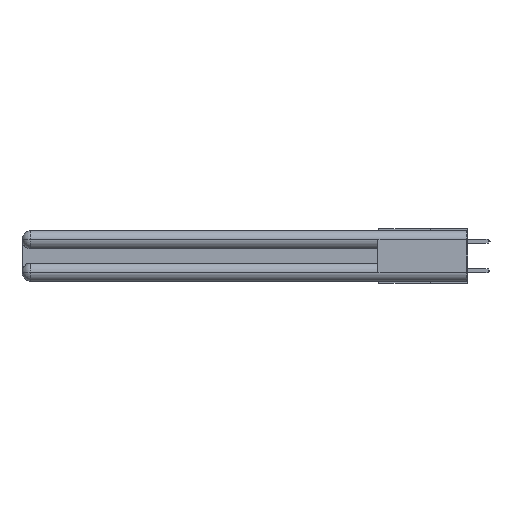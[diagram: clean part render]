
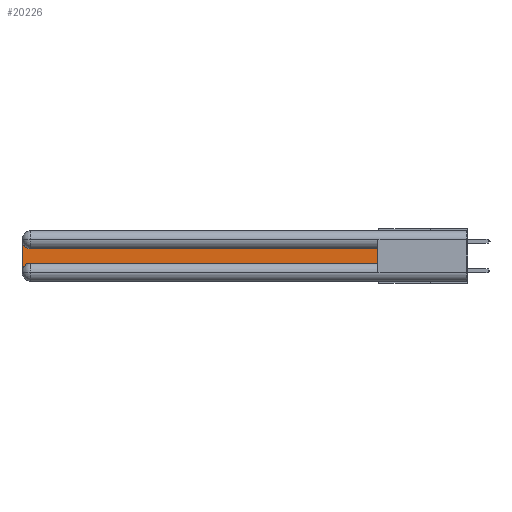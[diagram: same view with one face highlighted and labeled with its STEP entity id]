
A CAD part, left-side view. The second image highlights one B-rep face of the part: STEP entity #20226.
In plain terms, the highlighted planar face has unit normal (-1, 0, 0).
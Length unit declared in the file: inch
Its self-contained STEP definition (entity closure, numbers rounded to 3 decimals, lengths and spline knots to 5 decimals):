
#156 = CARTESIAN_POINT ( 'NONE',  ( 0.075, 2.94, -0.2775 ) ) ;
#558 = VERTEX_POINT ( 'NONE', #24311 ) ;
#711 = VECTOR ( 'NONE', #13125, 39.37008 ) ;
#1223 = CARTESIAN_POINT ( 'NONE',  ( 0.075, 0.6, -0.2175 ) ) ;
#2154 = CARTESIAN_POINT ( 'NONE',  ( 0.075, 2.94, -0.2175 ) ) ;
#2287 = VERTEX_POINT ( 'NONE', #2154 ) ;
#2976 = CIRCLE ( 'NONE', #22037, 0.06 ) ;
#3159 = EDGE_CURVE ( 'NONE', #27073, #558, #4899, .T. ) ;
#3717 = CARTESIAN_POINT ( 'NONE',  ( 0.075, 2.94, -0.1225 ) ) ;
#3739 = DIRECTION ( 'NONE',  ( 1., 0., 0. ) ) ;
#4435 = LINE ( 'NONE', #23536, #711 ) ;
#4899 = LINE ( 'NONE', #25488, #17875 ) ;
#5120 = EDGE_CURVE ( 'NONE', #2287, #27073, #6823, .T. ) ;
#5289 = EDGE_LOOP ( 'NONE', ( #12770, #11847, #15283, #14767, #20709, #13069 ) ) ;
#5441 = DIRECTION ( 'NONE',  ( 0., 0., -1. ) ) ;
#6366 = LINE ( 'NONE', #14293, #13885 ) ;
#6823 = LINE ( 'NONE', #1223, #9909 ) ;
#7925 = DIRECTION ( 'NONE',  ( 1., 0., 0. ) ) ;
#8592 = VERTEX_POINT ( 'NONE', #13583 ) ;
#9104 = EDGE_CURVE ( 'NONE', #8592, #2287, #2976, .T. ) ;
#9493 = AXIS2_PLACEMENT_3D ( 'NONE', #16337, #7925, #5441 ) ;
#9909 = VECTOR ( 'NONE', #18690, 39.37008 ) ;
#11320 = CARTESIAN_POINT ( 'NONE',  ( 0.075, 3., -0.0625 ) ) ;
#11847 = ORIENTED_EDGE ( 'NONE', *, *, #14861, .T. ) ;
#12770 = ORIENTED_EDGE ( 'NONE', *, *, #23313, .T. ) ;
#13069 = ORIENTED_EDGE ( 'NONE', *, *, #3159, .T. ) ;
#13125 = DIRECTION ( 'NONE',  ( 0., 1., 0. ) ) ;
#13583 = CARTESIAN_POINT ( 'NONE',  ( 0.075, 3., -0.2775 ) ) ;
#13816 = AXIS2_PLACEMENT_3D ( 'NONE', #27568, #3739, #19060 ) ;
#13885 = VECTOR ( 'NONE', #18370, 39.37008 ) ;
#14293 = CARTESIAN_POINT ( 'NONE',  ( 0.075, 3., -0.2175 ) ) ;
#14767 = ORIENTED_EDGE ( 'NONE', *, *, #9104, .T. ) ;
#14861 = EDGE_CURVE ( 'NONE', #27782, #17234, #22945, .T. ) ;
#15283 = ORIENTED_EDGE ( 'NONE', *, *, #25547, .T. ) ;
#15527 = DIRECTION ( 'NONE',  ( 0., 0., -1. ) ) ;
#16337 = CARTESIAN_POINT ( 'NONE',  ( 0.075, 3., -0.1225 ) ) ;
#16629 = PLANE ( 'NONE',  #9493 ) ;
#17234 = VERTEX_POINT ( 'NONE', #11320 ) ;
#17875 = VECTOR ( 'NONE', #25577, 39.37008 ) ;
#18370 = DIRECTION ( 'NONE',  ( 0., 0., -1. ) ) ;
#18690 = DIRECTION ( 'NONE',  ( 0., -1., 0. ) ) ;
#18977 = FACE_OUTER_BOUND ( 'NONE', #5289, .T. ) ;
#19060 = DIRECTION ( 'NONE',  ( 0., 0., -1. ) ) ;
#19102 = CARTESIAN_POINT ( 'NONE',  ( 0.075, 0.6, -0.2175 ) ) ;
#20226 = ADVANCED_FACE ( 'NONE', ( #18977 ), #16629, .F. ) ;
#20709 = ORIENTED_EDGE ( 'NONE', *, *, #5120, .T. ) ;
#22037 = AXIS2_PLACEMENT_3D ( 'NONE', #156, #26253, #15527 ) ;
#22945 = CIRCLE ( 'NONE', #13816, 0.06 ) ;
#23313 = EDGE_CURVE ( 'NONE', #558, #27782, #4435, .T. ) ;
#23536 = CARTESIAN_POINT ( 'NONE',  ( 0.075, 0.6, -0.1225 ) ) ;
#24311 = CARTESIAN_POINT ( 'NONE',  ( 0.075, 0.6, -0.1225 ) ) ;
#25488 = CARTESIAN_POINT ( 'NONE',  ( 0.075, 0.6, -0.2175 ) ) ;
#25547 = EDGE_CURVE ( 'NONE', #17234, #8592, #6366, .T. ) ;
#25577 = DIRECTION ( 'NONE',  ( 0., 0., 1. ) ) ;
#26253 = DIRECTION ( 'NONE',  ( 1., 0., 0. ) ) ;
#27073 = VERTEX_POINT ( 'NONE', #19102 ) ;
#27568 = CARTESIAN_POINT ( 'NONE',  ( 0.075, 2.94, -0.0625 ) ) ;
#27782 = VERTEX_POINT ( 'NONE', #3717 ) ;
